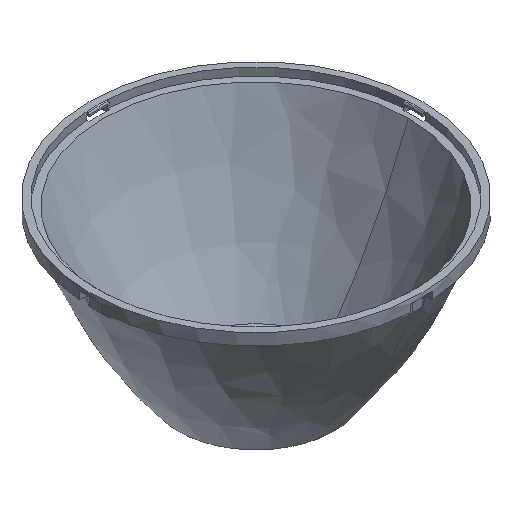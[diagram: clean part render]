
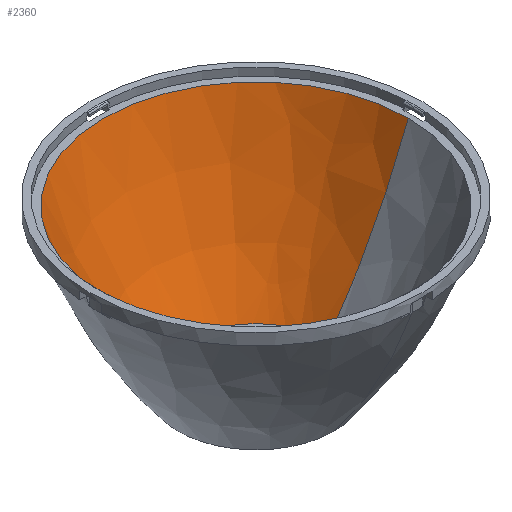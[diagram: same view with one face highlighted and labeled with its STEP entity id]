
A CAD part, isometric view. The second image highlights one B-rep face of the part: STEP entity #2360.
In plain terms, the highlighted free-form (B-spline) face has degree [3, 3] with [4, 4] control points.
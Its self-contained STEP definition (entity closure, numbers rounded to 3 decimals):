
#12 = CIRCLE ( 'NONE', #2118, 38.984 ) ;
#136 = CARTESIAN_POINT ( 'NONE',  ( -26.989, 0., 12.915 ) ) ;
#168 = B_SPLINE_CURVE_WITH_KNOTS ( 'NONE', 3,
 ( #2157, #1787, #1801, #2162, #2127, #2071, #1763, #1945, #2115, #1834, #1880, #1882, #1886, #1888, #1894, #1896, #1897, #1918, #2123, #2111, #1900, #1898, #1780, #2086, #1875, #1874, #1971, #1966, #1975, #1974, #1979, #1978, #1985, #1983 ),
 .UNSPECIFIED., .F., .F.,
 ( 4, 2, 2, 2, 2, 2, 2, 2, 2, 2, 2, 2, 2, 2, 2, 2, 4 ),
 ( 0., 0.031, 0.063, 0.094, 0.125, 0.156, 0.187, 0.219, 0.25, 0.281, 0.313, 0.344, 0.375, 0.406, 0.438, 0.469, 0.5 ),
 .UNSPECIFIED. ) ;
#199 = CARTESIAN_POINT ( 'NONE',  ( -38.984, 0., 40. ) ) ;
#255 = CARTESIAN_POINT ( 'NONE',  ( 38.984, 0., 40. ) ) ;
#377 =( BOUNDED_SURFACE ( )  B_SPLINE_SURFACE ( 3, 3, ( 
 ( #728, #1175, #1163, #1162 ),
 ( #1159, #1158, #1155, #1154 ),
 ( #1152, #1149, #1147, #1145 ),
 ( #1144, #1143, #1140, #1138 ) ),
 .UNSPECIFIED., .F., .F., .T. ) 
 B_SPLINE_SURFACE_WITH_KNOTS ( ( 4, 4 ),
 ( 4, 4 ),
 ( 0., 1. ),
 ( 0., 1. ),
 .UNSPECIFIED. ) 
 GEOMETRIC_REPRESENTATION_ITEM ( )  RATIONAL_B_SPLINE_SURFACE ( (
 ( 1., 0.333, 0.333, 1.),
 ( 1., 0.333, 0.333, 1.),
 ( 1., 0.333, 0.333, 1.),
 ( 1., 0.333, 0.333, 1.) ) ) 
 REPRESENTATION_ITEM ( '' )  SURFACE ( )  );
#497 = FACE_OUTER_BOUND ( 'NONE', #1121, .T. ) ;
#567 = VERTEX_POINT ( 'NONE', #864 ) ;
#603 = VERTEX_POINT ( 'NONE', #199 ) ;
#627 = ORIENTED_EDGE ( 'NONE', *, *, #1442, .T. ) ;
#630 = ORIENTED_EDGE ( 'NONE', *, *, #2065, .T. ) ;
#681 = VERTEX_POINT ( 'NONE', #2148 ) ;
#704 = EDGE_CURVE ( 'NONE', #567, #603, #1767, .T. ) ;
#728 = CARTESIAN_POINT ( 'NONE',  ( 18.289, 0., 1. ) ) ;
#777 = CARTESIAN_POINT ( 'NONE',  ( 38.984, 0., 40. ) ) ;
#778 = CARTESIAN_POINT ( 'NONE',  ( -18.289, 0., 1. ) ) ;
#864 = CARTESIAN_POINT ( 'NONE',  ( -18.289, 0., 1. ) ) ;
#888 = ORIENTED_EDGE ( 'NONE', *, *, #704, .F. ) ;
#897 = ORIENTED_EDGE ( 'NONE', *, *, #1688, .F. ) ;
#990 = VERTEX_POINT ( 'NONE', #255 ) ;
#1031 = B_SPLINE_CURVE_WITH_KNOTS ( 'NONE', 3,
 ( #2385, #2389, #2410, #777 ),
 .UNSPECIFIED., .F., .F.,
 ( 4, 4 ),
 ( 0., 1. ),
 .UNSPECIFIED. ) ;
#1121 = EDGE_LOOP ( 'NONE', ( #888, #897, #627, #630 ) ) ;
#1138 = CARTESIAN_POINT ( 'NONE',  ( -38.984, 0., 40. ) ) ;
#1140 = CARTESIAN_POINT ( 'NONE',  ( -38.984, 77.968, 40. ) ) ;
#1143 = CARTESIAN_POINT ( 'NONE',  ( 38.984, 77.968, 40. ) ) ;
#1144 = CARTESIAN_POINT ( 'NONE',  ( 38.984, 0., 40. ) ) ;
#1145 = CARTESIAN_POINT ( 'NONE',  ( -33.794, 0., 26.211 ) ) ;
#1147 = CARTESIAN_POINT ( 'NONE',  ( -33.794, 67.588, 26.211 ) ) ;
#1149 = CARTESIAN_POINT ( 'NONE',  ( 33.794, 67.588, 26.211 ) ) ;
#1152 = CARTESIAN_POINT ( 'NONE',  ( 33.794, 0., 26.211 ) ) ;
#1154 = CARTESIAN_POINT ( 'NONE',  ( -26.989, 0., 12.915 ) ) ;
#1155 = CARTESIAN_POINT ( 'NONE',  ( -26.989, 53.978, 12.915 ) ) ;
#1158 = CARTESIAN_POINT ( 'NONE',  ( 26.989, 53.978, 12.915 ) ) ;
#1159 = CARTESIAN_POINT ( 'NONE',  ( 26.989, 0., 12.915 ) ) ;
#1162 = CARTESIAN_POINT ( 'NONE',  ( -18.289, 0., 1. ) ) ;
#1163 = CARTESIAN_POINT ( 'NONE',  ( -18.289, 36.578, 1. ) ) ;
#1175 = CARTESIAN_POINT ( 'NONE',  ( 18.289, 36.578, 1. ) ) ;
#1232 = CARTESIAN_POINT ( 'NONE',  ( -38.984, 0., 40. ) ) ;
#1442 = EDGE_CURVE ( 'NONE', #681, #990, #1031, .T. ) ;
#1459 = DIRECTION ( 'NONE',  ( 1., 0., 0. ) ) ;
#1460 = DIRECTION ( 'NONE',  ( 0., 0., 1. ) ) ;
#1464 = CARTESIAN_POINT ( 'NONE',  ( 0., 0., 40. ) ) ;
#1688 = EDGE_CURVE ( 'NONE', #681, #567, #168, .T. ) ;
#1736 = CARTESIAN_POINT ( 'NONE',  ( -33.794, 0., 26.211 ) ) ;
#1763 = CARTESIAN_POINT ( 'NONE',  ( 15.871, 9.166, 1. ) ) ;
#1767 = B_SPLINE_CURVE_WITH_KNOTS ( 'NONE', 3,
 ( #778, #136, #1736, #1232 ),
 .UNSPECIFIED., .F., .F.,
 ( 4, 4 ),
 ( 0., 1. ),
 .UNSPECIFIED. ) ;
#1780 = CARTESIAN_POINT ( 'NONE',  ( -9.166, 15.871, 1. ) ) ;
#1787 = CARTESIAN_POINT ( 'NONE',  ( 18.289, 1.197, 1. ) ) ;
#1801 = CARTESIAN_POINT ( 'NONE',  ( 18.171, 2.395, 1. ) ) ;
#1834 = CARTESIAN_POINT ( 'NONE',  ( 12.087, 13.778, 1. ) ) ;
#1874 = CARTESIAN_POINT ( 'NONE',  ( -13.778, 12.087, 1. ) ) ;
#1875 = CARTESIAN_POINT ( 'NONE',  ( -12.087, 13.778, 1. ) ) ;
#1880 = CARTESIAN_POINT ( 'NONE',  ( 11.155, 14.542, 1. ) ) ;
#1882 = CARTESIAN_POINT ( 'NONE',  ( 9.166, 15.871, 1. ) ) ;
#1886 = CARTESIAN_POINT ( 'NONE',  ( 8.104, 16.439, 1. ) ) ;
#1888 = CARTESIAN_POINT ( 'NONE',  ( 5.894, 17.354, 1. ) ) ;
#1894 = CARTESIAN_POINT ( 'NONE',  ( 4.741, 17.704, 1. ) ) ;
#1896 = CARTESIAN_POINT ( 'NONE',  ( 2.395, 18.171, 1. ) ) ;
#1897 = CARTESIAN_POINT ( 'NONE',  ( 1.196, 18.289, 1. ) ) ;
#1898 = CARTESIAN_POINT ( 'NONE',  ( -8.104, 16.439, 1. ) ) ;
#1900 = CARTESIAN_POINT ( 'NONE',  ( -5.894, 17.354, 1. ) ) ;
#1918 = CARTESIAN_POINT ( 'NONE',  ( -1.196, 18.289, 1. ) ) ;
#1945 = CARTESIAN_POINT ( 'NONE',  ( 14.542, 11.155, 1. ) ) ;
#1966 = CARTESIAN_POINT ( 'NONE',  ( -15.871, 9.166, 1. ) ) ;
#1971 = CARTESIAN_POINT ( 'NONE',  ( -14.542, 11.155, 1. ) ) ;
#1974 = CARTESIAN_POINT ( 'NONE',  ( -17.354, 5.894, 1. ) ) ;
#1975 = CARTESIAN_POINT ( 'NONE',  ( -16.439, 8.104, 1. ) ) ;
#1978 = CARTESIAN_POINT ( 'NONE',  ( -18.171, 2.395, 1. ) ) ;
#1979 = CARTESIAN_POINT ( 'NONE',  ( -17.704, 4.741, 1. ) ) ;
#1983 = CARTESIAN_POINT ( 'NONE',  ( -18.289, 0., 1. ) ) ;
#1985 = CARTESIAN_POINT ( 'NONE',  ( -18.289, 1.196, 1. ) ) ;
#2065 = EDGE_CURVE ( 'NONE', #990, #603, #12, .T. ) ;
#2071 = CARTESIAN_POINT ( 'NONE',  ( 16.439, 8.104, 1. ) ) ;
#2086 = CARTESIAN_POINT ( 'NONE',  ( -11.155, 14.542, 1. ) ) ;
#2111 = CARTESIAN_POINT ( 'NONE',  ( -4.741, 17.704, 1. ) ) ;
#2115 = CARTESIAN_POINT ( 'NONE',  ( 13.778, 12.087, 1. ) ) ;
#2118 = AXIS2_PLACEMENT_3D ( 'NONE', #1464, #1460, #1459 ) ;
#2123 = CARTESIAN_POINT ( 'NONE',  ( -2.395, 18.171, 1. ) ) ;
#2127 = CARTESIAN_POINT ( 'NONE',  ( 17.354, 5.894, 1. ) ) ;
#2148 = CARTESIAN_POINT ( 'NONE',  ( 18.289, 0., 1. ) ) ;
#2157 = CARTESIAN_POINT ( 'NONE',  ( 18.289, 0., 1. ) ) ;
#2162 = CARTESIAN_POINT ( 'NONE',  ( 17.704, 4.741, 1. ) ) ;
#2360 = ADVANCED_FACE ( 'NONE', ( #497 ), #377, .T. ) ;
#2385 = CARTESIAN_POINT ( 'NONE',  ( 18.289, 0., 1. ) ) ;
#2389 = CARTESIAN_POINT ( 'NONE',  ( 26.989, 0., 12.915 ) ) ;
#2410 = CARTESIAN_POINT ( 'NONE',  ( 33.794, 0., 26.211 ) ) ;
